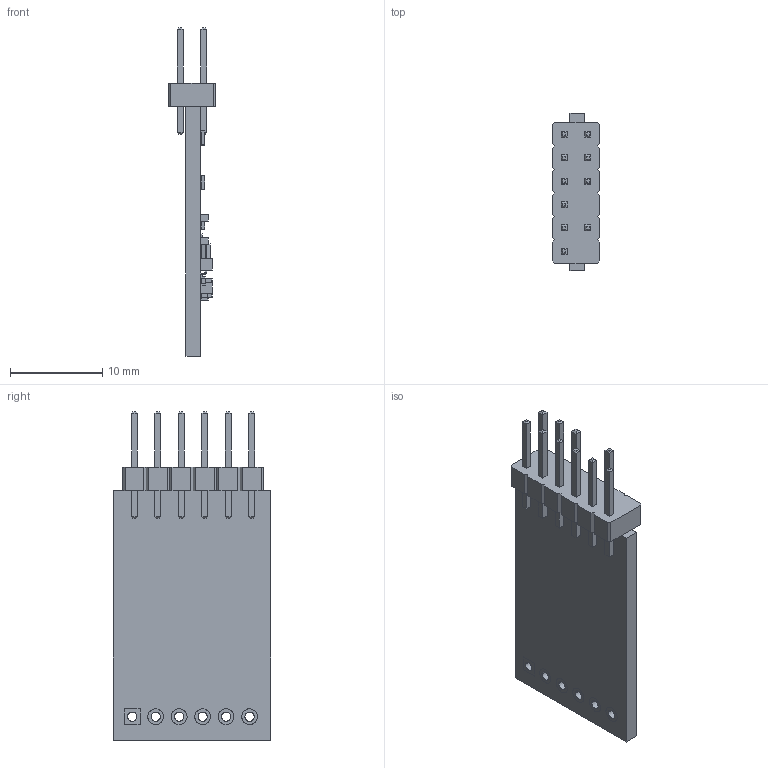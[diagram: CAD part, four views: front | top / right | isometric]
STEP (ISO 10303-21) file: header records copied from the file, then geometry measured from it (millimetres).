
FILE_DESCRIPTION (( 'STEP AP214' ), '1' );
FILE_NAME ('CJMCU-4344-Vertical.STEP', '2023-08-13T15:10:35', ( '' ), ( '' ), 'SwSTEP 2.0', 'SolidWorks 2019', '' );
FILE_SCHEMA (( 'AUTOMOTIVE_DESIGN' ));
Length unit declared in the file: millimetre
Products named in the file (14): C2_C_0603_1608Metric_aa487ab830dc.step; PinHeader_2x06_P2.54mm_Vertical; Step_Models_6f06.step; U1_TSSOP_10_3x3mm_P05mm_9d536a53b2d6.step; R3_R_0603_1608Metric_2e9459935b9b.step; C6_C_0805_2012Metric_9b1d37723402.step; Board_Geoms_6f06.step; Top_6f06.step; C8_C_0402_1005Metric_2085f331ea60.step; topPads_6f06_cut.step; CJMCU-4344-Vertical; botPads_6f06.step; Pcb_6f06.step; cjmcu-4344u.step
Assembly tree (21 placements, depth 5):
  CJMCU-4344-Vertical
    PinHeader_2x06_P2.54mm_Vertical
    cjmcu-4344u.step
      Board_Geoms_6f06.step
        Pcb_6f06.step
        topPads_6f06_cut.step
        botPads_6f06.step
      Step_Models_6f06.step
        Top_6f06.step
          C2_C_0603_1608Metric_aa487ab830dc.step  x4
          C6_C_0805_2012Metric_9b1d37723402.step  x3
          R3_R_0603_1608Metric_2e9459935b9b.step  x4
          U1_TSSOP_10_3x3mm_P05mm_9d536a53b2d6.step
          C8_C_0402_1005Metric_2085f331ea60.step
Bounding box: 5.08 x 17 x 35.54 mm (x, y, z)
Volume: 980.5 mm3; surface area: 1729.3 mm2
Topology: 15 solids, 61 shells, 799 faces, 2182 edges, 1496 vertices
Faces by surface type: plane 583, cylinder 182, bspline 34
Entity records: 21355 total; most frequent: CARTESIAN_POINT 5002, ORIENTED_EDGE 2952, DIRECTION 2650, EDGE_CURVE 1618, VERTEX_POINT 1124, VECTOR 1106, LINE 1106, AXIS2_PLACEMENT_3D 772
